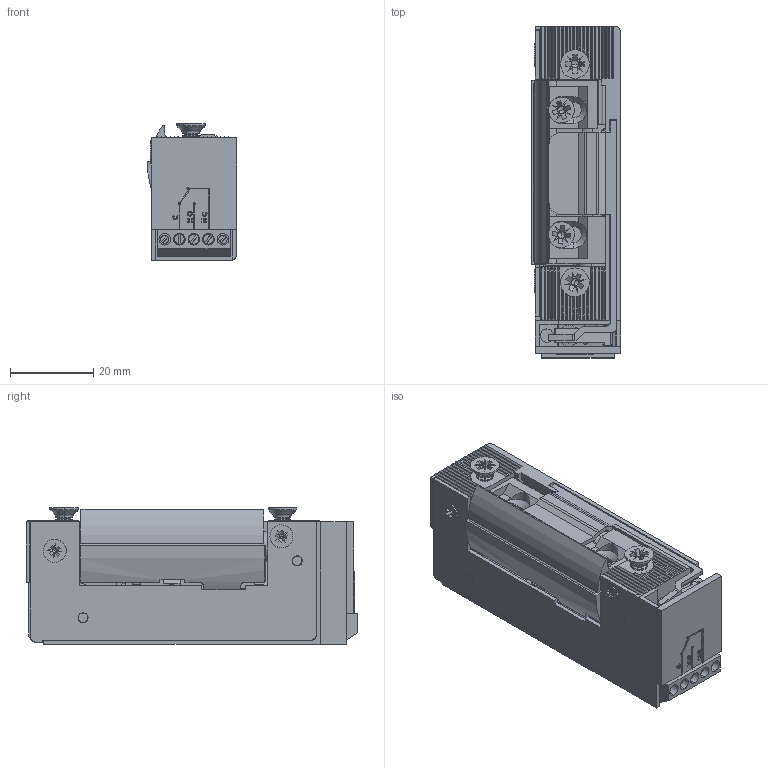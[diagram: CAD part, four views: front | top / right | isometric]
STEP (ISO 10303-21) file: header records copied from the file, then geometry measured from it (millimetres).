
FILE_DESCRIPTION (( 'STEP AP214' ), '1' );
FILE_NAME ('SE000304.STEP', '2023-02-16T16:35:09', ( '' ), ( '' ), 'SwSTEP 2.0', 'SolidWorks 2020', '' );
FILE_SCHEMA (( 'AUTOMOTIVE_DESIGN' ));
Length unit declared in the file: millimetre
Products named in the file (27): 00654000; 00260503; 00860500; 336501; 00226503; ISO 7045 - M3 x 6 - Z --- 6S_ISO 7045 - M3 x 6 - Z --- 6S; SE000304; ISO 1207 - M2 x 5 --- 5S_modifie_ISO 1207 - M2 x 5 --- 5S; 00609511; 00336500; 00116000; 1; TB RIA 059; 00645531; 00115000; 00676531; DIN 7500 M - M4 x 8 ROUREG_M4 x 8; 00608581_SANS MARQUAGE; 00222000; 00305532; 00161000; ISO 1207 - M2 x 3 - 3S_modifie_ISO 1207 - M2 x 3 - 3S; DIN 7500 M - M3.5 x 8 - Z --- 8S_M3.5 x 8 ; d2hw-a211ds; 00162000; DIN 7500 M - M3 x 6 ROUREG_M3.5 x 8 ; TB RIA 059 HOUSING
Assembly tree (33 placements, depth 3):
  SE000304
    00608581_SANS MARQUAGE
    336501
    00336500
    00609511
    00860500
    1
    00305532
    00116000
    00676531
    00654000
    00645531
    00115000
    00222000
    00226503
    00161000
    00162000
    00260503
    DIN 7500 M - M3.5 x 8 - Z --- 8S_M3.5 x 8   x2
    ISO 7045 - M3 x 6 - Z --- 6S_ISO 7045 - M3 x 6 - Z --- 6S  x2
    TB RIA 059
      TB RIA 059 HOUSING
      ISO 1207 - M2 x 5 --- 5S_modifie_ISO 1207 - M2 x 5 --- 5S  x3
      ISO 1207 - M2 x 3 - 3S_modifie_ISO 1207 - M2 x 3 - 3S  x2
    DIN 7500 M - M3 x 6 ROUREG_M3.5 x 8   x2
    d2hw-a211ds
    DIN 7500 M - M4 x 8 ROUREG_M4 x 8  x2
Bounding box: 21.5 x 79.8 x 32.9 mm (x, y, z)
Volume: 30868.3 mm3; surface area: 36472.4 mm2
Topology: 32 solids, 32 shells, 2455 faces, 6316 edges, 4059 vertices
Faces by surface type: plane 1177, cylinder 627, cone 588, torus 30, bspline 27, sphere 6
Entity records: 60680 total; most frequent: CARTESIAN_POINT 12666, ORIENTED_EDGE 9664, DIRECTION 9647, EDGE_CURVE 4832, AXIS2_PLACEMENT_3D 3279, VERTEX_POINT 3139, LINE 3089, VECTOR 3089
